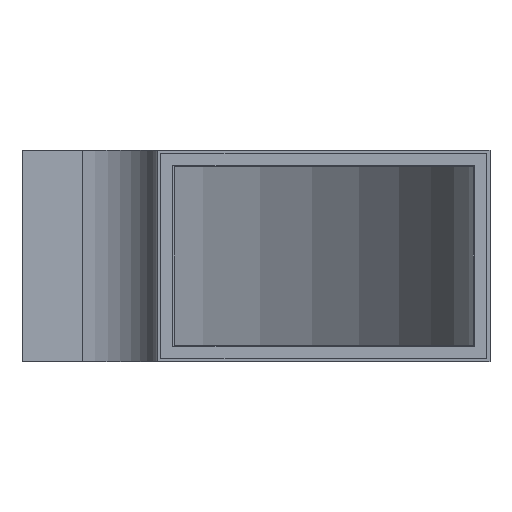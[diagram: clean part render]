
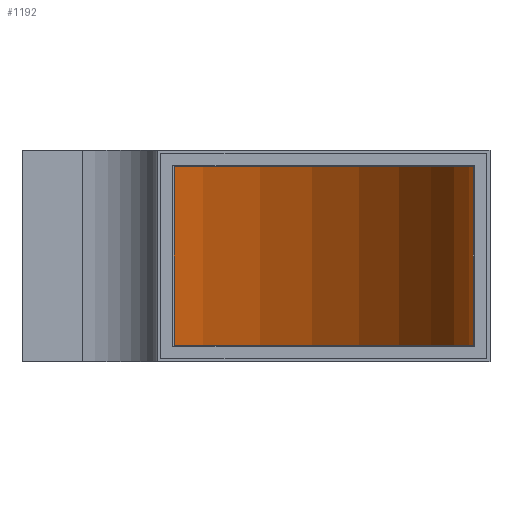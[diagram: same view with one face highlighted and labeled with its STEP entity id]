
A CAD part, front view. The second image highlights one B-rep face of the part: STEP entity #1192.
In plain terms, the highlighted cylindrical face has radius 648 mm (diameter 1296 mm), a partial arc.
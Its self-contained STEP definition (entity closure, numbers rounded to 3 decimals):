
#882 = PLANE('',#883);
#883 = AXIS2_PLACEMENT_3D('',#884,#885,#886);
#884 = CARTESIAN_POINT('',(748.,-400.,150.));
#885 = DIRECTION('',(1.,0.,0.));
#886 = DIRECTION('',(0.,0.,-1.));
#905 = VERTEX_POINT('',#906);
#906 = CARTESIAN_POINT('',(748.,-400.,148.));
#920 = PLANE('',#921);
#921 = AXIS2_PLACEMENT_3D('',#922,#923,#924);
#922 = CARTESIAN_POINT('',(382.843,-117.157,148.));
#923 = DIRECTION('',(0.,0.,-1.));
#924 = DIRECTION('',(-0.707,0.707,0.));
#974 = EDGE_CURVE('',#905,#975,#977,.T.);
#975 = VERTEX_POINT('',#976);
#976 = CARTESIAN_POINT('',(748.,-400.,-148.));
#977 = SURFACE_CURVE('',#978,(#982,#989),.PCURVE_S1.);
#978 = LINE('',#979,#980);
#979 = CARTESIAN_POINT('',(748.,-400.,150.));
#980 = VECTOR('',#981,1.);
#981 = DIRECTION('',(0.,0.,-1.));
#982 = PCURVE('',#882,#983);
#983 = DEFINITIONAL_REPRESENTATION('',(#984),#988);
#984 = LINE('',#985,#986);
#985 = CARTESIAN_POINT('',(0.,0.));
#986 = VECTOR('',#987,1.);
#987 = DIRECTION('',(1.,0.));
#988 = ( GEOMETRIC_REPRESENTATION_CONTEXT(2) 
PARAMETRIC_REPRESENTATION_CONTEXT() REPRESENTATION_CONTEXT('2D SPACE',''
  ) );
#989 = PCURVE('',#990,#995);
#990 = CYLINDRICAL_SURFACE('',#991,648.);
#991 = AXIS2_PLACEMENT_3D('',#992,#993,#994);
#992 = CARTESIAN_POINT('',(100.,-400.,150.));
#993 = DIRECTION('',(0.,0.,1.));
#994 = DIRECTION('',(1.,0.,0.));
#995 = DEFINITIONAL_REPRESENTATION('',(#996),#1000);
#996 = LINE('',#997,#998);
#997 = CARTESIAN_POINT('',(0.,0.));
#998 = VECTOR('',#999,1.);
#999 = DIRECTION('',(0.,-1.));
#1000 = ( GEOMETRIC_REPRESENTATION_CONTEXT(2) 
PARAMETRIC_REPRESENTATION_CONTEXT() REPRESENTATION_CONTEXT('2D SPACE',''
  ) );
#1042 = PLANE('',#1043);
#1043 = AXIS2_PLACEMENT_3D('',#1044,#1045,#1046);
#1044 = CARTESIAN_POINT('',(382.843,-117.157,-148.));
#1045 = DIRECTION('',(0.,0.,1.));
#1046 = DIRECTION('',(-0.707,0.707,0.));
#1139 = VERTEX_POINT('',#1140);
#1140 = CARTESIAN_POINT('',(100.,248.,148.));
#1166 = EDGE_CURVE('',#905,#1139,#1167,.T.);
#1167 = SURFACE_CURVE('',#1168,(#1173,#1184),.PCURVE_S1.);
#1168 = CIRCLE('',#1169,648.);
#1169 = AXIS2_PLACEMENT_3D('',#1170,#1171,#1172);
#1170 = CARTESIAN_POINT('',(100.,-400.,148.));
#1171 = DIRECTION('',(0.,0.,1.));
#1172 = DIRECTION('',(1.,0.,0.));
#1173 = PCURVE('',#920,#1174);
#1174 = DEFINITIONAL_REPRESENTATION('',(#1175),#1183);
#1175 = ( BOUNDED_CURVE() B_SPLINE_CURVE(2,(#1176,#1177,#1178,#1179,
#1180,#1181,#1182),.UNSPECIFIED.,.F.,.F.) B_SPLINE_CURVE_WITH_KNOTS((1,2
    ,2,2,2,1),(-2.094,0.,2.094,4.189,
6.283,8.378),.UNSPECIFIED.) CURVE() 
GEOMETRIC_REPRESENTATION_ITEM() RATIONAL_B_SPLINE_CURVE((1.,0.5,1.,0.5,
1.,0.5,1.)) REPRESENTATION_ITEM('') );
#1176 = CARTESIAN_POINT('',(-458.205,58.205));
#1177 = CARTESIAN_POINT('',(335.429,851.84));
#1178 = CARTESIAN_POINT('',(625.92,-232.285));
#1179 = CARTESIAN_POINT('',(916.41,-1316.41));
#1180 = CARTESIAN_POINT('',(-167.715,-1025.92));
#1181 = CARTESIAN_POINT('',(-1251.84,-735.429));
#1182 = CARTESIAN_POINT('',(-458.205,58.205));
#1183 = ( GEOMETRIC_REPRESENTATION_CONTEXT(2) 
PARAMETRIC_REPRESENTATION_CONTEXT() REPRESENTATION_CONTEXT('2D SPACE',''
  ) );
#1184 = PCURVE('',#990,#1185);
#1185 = DEFINITIONAL_REPRESENTATION('',(#1186),#1190);
#1186 = LINE('',#1187,#1188);
#1187 = CARTESIAN_POINT('',(-6.283,-2.));
#1188 = VECTOR('',#1189,1.);
#1189 = DIRECTION('',(1.,0.));
#1190 = ( GEOMETRIC_REPRESENTATION_CONTEXT(2) 
PARAMETRIC_REPRESENTATION_CONTEXT() REPRESENTATION_CONTEXT('2D SPACE',''
  ) );
#1192 = ADVANCED_FACE('',(#1193),#990,.F.);
#1193 = FACE_BOUND('',#1194,.F.);
#1194 = EDGE_LOOP('',(#1195,#1196,#1197,#1221));
#1195 = ORIENTED_EDGE('',*,*,#1166,.F.);
#1196 = ORIENTED_EDGE('',*,*,#974,.T.);
#1197 = ORIENTED_EDGE('',*,*,#1198,.T.);
#1198 = EDGE_CURVE('',#975,#1199,#1201,.T.);
#1199 = VERTEX_POINT('',#1200);
#1200 = CARTESIAN_POINT('',(100.,248.,-148.));
#1201 = SURFACE_CURVE('',#1202,(#1207,#1214),.PCURVE_S1.);
#1202 = CIRCLE('',#1203,648.);
#1203 = AXIS2_PLACEMENT_3D('',#1204,#1205,#1206);
#1204 = CARTESIAN_POINT('',(100.,-400.,-148.));
#1205 = DIRECTION('',(0.,0.,1.));
#1206 = DIRECTION('',(1.,0.,0.));
#1207 = PCURVE('',#990,#1208);
#1208 = DEFINITIONAL_REPRESENTATION('',(#1209),#1213);
#1209 = LINE('',#1210,#1211);
#1210 = CARTESIAN_POINT('',(-6.283,-298.));
#1211 = VECTOR('',#1212,1.);
#1212 = DIRECTION('',(1.,0.));
#1213 = ( GEOMETRIC_REPRESENTATION_CONTEXT(2) 
PARAMETRIC_REPRESENTATION_CONTEXT() REPRESENTATION_CONTEXT('2D SPACE',''
  ) );
#1214 = PCURVE('',#1042,#1215);
#1215 = DEFINITIONAL_REPRESENTATION('',(#1216),#1220);
#1216 = CIRCLE('',#1217,648.);
#1217 = AXIS2_PLACEMENT_2D('',#1218,#1219);
#1218 = CARTESIAN_POINT('',(0.,400.));
#1219 = DIRECTION('',(-0.707,-0.707));
#1220 = ( GEOMETRIC_REPRESENTATION_CONTEXT(2) 
PARAMETRIC_REPRESENTATION_CONTEXT() REPRESENTATION_CONTEXT('2D SPACE',''
  ) );
#1221 = ORIENTED_EDGE('',*,*,#1222,.T.);
#1222 = EDGE_CURVE('',#1199,#1139,#1223,.T.);
#1223 = SURFACE_CURVE('',#1224,(#1228,#1235),.PCURVE_S1.);
#1224 = LINE('',#1225,#1226);
#1225 = CARTESIAN_POINT('',(100.,248.,150.));
#1226 = VECTOR('',#1227,1.);
#1227 = DIRECTION('',(0.,0.,1.));
#1228 = PCURVE('',#990,#1229);
#1229 = DEFINITIONAL_REPRESENTATION('',(#1230),#1234);
#1230 = LINE('',#1231,#1232);
#1231 = CARTESIAN_POINT('',(1.571,0.));
#1232 = VECTOR('',#1233,1.);
#1233 = DIRECTION('',(0.,1.));
#1234 = ( GEOMETRIC_REPRESENTATION_CONTEXT(2) 
PARAMETRIC_REPRESENTATION_CONTEXT() REPRESENTATION_CONTEXT('2D SPACE',''
  ) );
#1235 = PCURVE('',#1236,#1241);
#1236 = PLANE('',#1237);
#1237 = AXIS2_PLACEMENT_3D('',#1238,#1239,#1240);
#1238 = CARTESIAN_POINT('',(100.,248.,150.));
#1239 = DIRECTION('',(0.,1.,0.));
#1240 = DIRECTION('',(0.,0.,-1.));
#1241 = DEFINITIONAL_REPRESENTATION('',(#1242),#1246);
#1242 = LINE('',#1243,#1244);
#1243 = CARTESIAN_POINT('',(0.,0.));
#1244 = VECTOR('',#1245,1.);
#1245 = DIRECTION('',(-1.,0.));
#1246 = ( GEOMETRIC_REPRESENTATION_CONTEXT(2) 
PARAMETRIC_REPRESENTATION_CONTEXT() REPRESENTATION_CONTEXT('2D SPACE',''
  ) );
